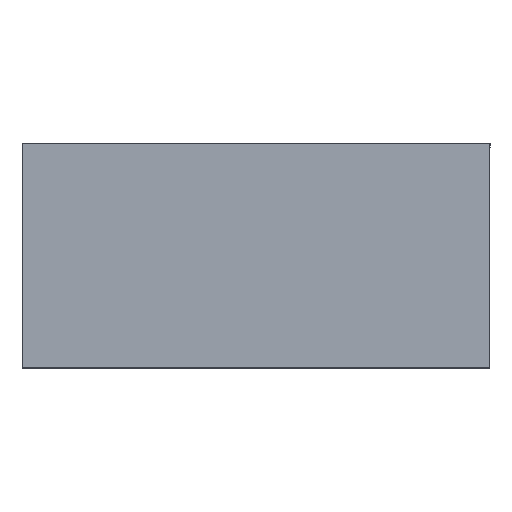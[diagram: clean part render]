
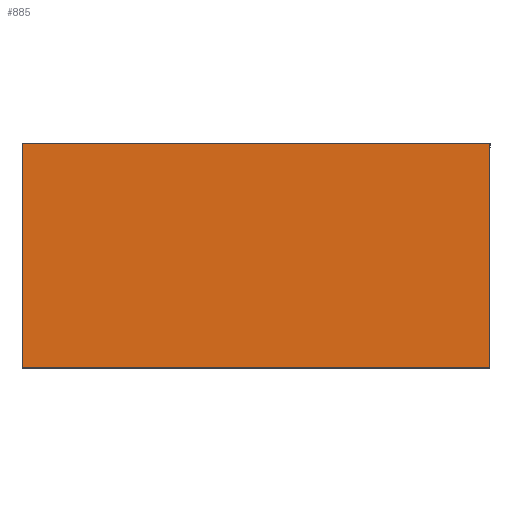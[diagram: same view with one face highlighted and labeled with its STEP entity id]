
A CAD part, top view. The second image highlights one B-rep face of the part: STEP entity #885.
In plain terms, the highlighted planar face has unit normal (0, 0, 1).
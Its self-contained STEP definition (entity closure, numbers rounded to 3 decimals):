
#116 = CARTESIAN_POINT ( 'NONE',  ( 0.625, 0.3, 1. ) ) ;
#312 = CARTESIAN_POINT ( 'NONE',  ( 0.625, 0.3, 1. ) ) ;
#588 = LINE ( 'NONE', #116, #2572 ) ;
#885 = ADVANCED_FACE ( 'NONE', ( #2097 ), #5089, .F. ) ;
#905 = LINE ( 'NONE', #2405, #4321 ) ;
#1040 = EDGE_CURVE ( 'NONE', #5670, #2103, #588, .T. ) ;
#1070 = AXIS2_PLACEMENT_3D ( 'NONE', #312, #1775, #1272 ) ;
#1272 = DIRECTION ( 'NONE',  ( -1., 0., 0. ) ) ;
#1446 = VERTEX_POINT ( 'NONE', #4021 ) ;
#1775 = DIRECTION ( 'NONE',  ( 0., 0., -1. ) ) ;
#1864 = VECTOR ( 'NONE', #2549, 1000. ) ;
#2097 = FACE_OUTER_BOUND ( 'NONE', #3982, .T. ) ;
#2103 = VERTEX_POINT ( 'NONE', #3585 ) ;
#2115 = LINE ( 'NONE', #3584, #5287 ) ;
#2405 = CARTESIAN_POINT ( 'NONE',  ( 0.625, -0.3, 1. ) ) ;
#2549 = DIRECTION ( 'NONE',  ( -1., 0., 0. ) ) ;
#2572 = VECTOR ( 'NONE', #2574, 1000. ) ;
#2574 = DIRECTION ( 'NONE',  ( 0., -1., 0. ) ) ;
#2690 = DIRECTION ( 'NONE',  ( 0., -1., 0. ) ) ;
#2833 = EDGE_CURVE ( 'NONE', #3970, #1446, #2115, .T. ) ;
#3035 = ORIENTED_EDGE ( 'NONE', *, *, #1040, .F. ) ;
#3088 = CARTESIAN_POINT ( 'NONE',  ( 0.625, 0.3, 1. ) ) ;
#3440 = CARTESIAN_POINT ( 'NONE',  ( -0.625, 0.3, 1. ) ) ;
#3584 = CARTESIAN_POINT ( 'NONE',  ( -0.625, 0.3, 1. ) ) ;
#3585 = CARTESIAN_POINT ( 'NONE',  ( 0.625, -0.3, 1. ) ) ;
#3866 = DIRECTION ( 'NONE',  ( -1., 0., 0. ) ) ;
#3970 = VERTEX_POINT ( 'NONE', #3440 ) ;
#3982 = EDGE_LOOP ( 'NONE', ( #6188, #4654, #3035, #5279 ) ) ;
#4021 = CARTESIAN_POINT ( 'NONE',  ( -0.625, -0.3, 1. ) ) ;
#4321 = VECTOR ( 'NONE', #3866, 1000. ) ;
#4578 = LINE ( 'NONE', #3088, #1864 ) ;
#4654 = ORIENTED_EDGE ( 'NONE', *, *, #6306, .F. ) ;
#5089 = PLANE ( 'NONE',  #1070 ) ;
#5092 = CARTESIAN_POINT ( 'NONE',  ( 0.625, 0.3, 1. ) ) ;
#5279 = ORIENTED_EDGE ( 'NONE', *, *, #5609, .T. ) ;
#5287 = VECTOR ( 'NONE', #2690, 1000. ) ;
#5609 = EDGE_CURVE ( 'NONE', #5670, #3970, #4578, .T. ) ;
#5670 = VERTEX_POINT ( 'NONE', #5092 ) ;
#6188 = ORIENTED_EDGE ( 'NONE', *, *, #2833, .T. ) ;
#6306 = EDGE_CURVE ( 'NONE', #2103, #1446, #905, .T. ) ;
